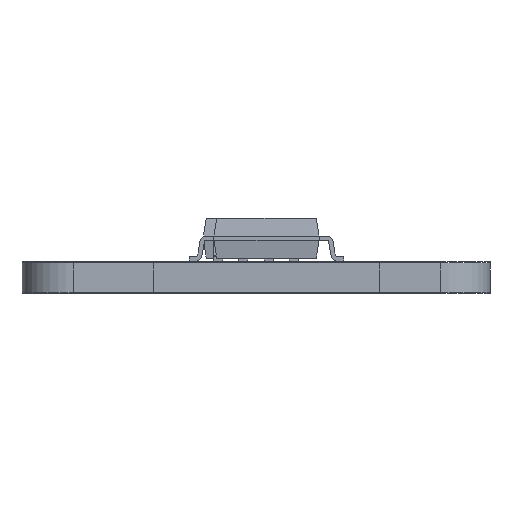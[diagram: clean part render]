
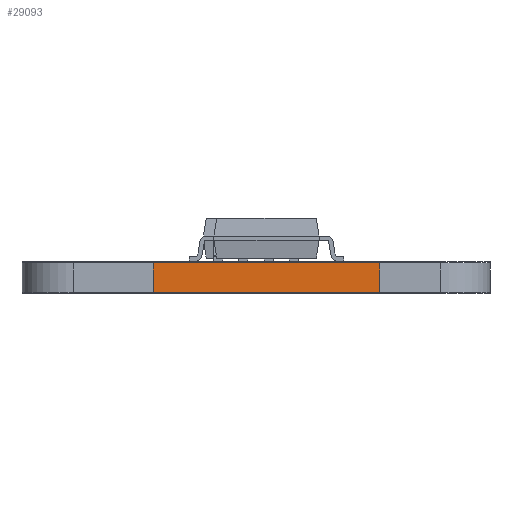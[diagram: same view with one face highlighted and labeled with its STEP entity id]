
A CAD part, left-side view. The second image highlights one B-rep face of the part: STEP entity #29093.
In plain terms, the highlighted planar face has unit normal (-1, 0, 0).
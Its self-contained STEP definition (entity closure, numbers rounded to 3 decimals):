
#29037 = VERTEX_POINT('',#29038);
#29038 = CARTESIAN_POINT('',(-45.025,-6.245,1.51));
#29044 = EDGE_CURVE('',#29045,#29037,#29047,.T.);
#29045 = VERTEX_POINT('',#29046);
#29046 = CARTESIAN_POINT('',(-45.025,-6.245,0.));
#29047 = LINE('',#29048,#29049);
#29048 = CARTESIAN_POINT('',(-45.025,-6.245,0.));
#29049 = VECTOR('',#29050,1.);
#29050 = DIRECTION('',(0.,0.,1.));
#29093 = ADVANCED_FACE('',(#29094),#29119,.T.);
#29094 = FACE_BOUND('',#29095,.T.);
#29095 = EDGE_LOOP('',(#29096,#29097,#29105,#29113));
#29096 = ORIENTED_EDGE('',*,*,#29044,.T.);
#29097 = ORIENTED_EDGE('',*,*,#29098,.T.);
#29098 = EDGE_CURVE('',#29037,#29099,#29101,.T.);
#29099 = VERTEX_POINT('',#29100);
#29100 = CARTESIAN_POINT('',(-45.025,5.185,1.51));
#29101 = LINE('',#29102,#29103);
#29102 = CARTESIAN_POINT('',(-45.025,-6.245,1.51));
#29103 = VECTOR('',#29104,1.);
#29104 = DIRECTION('',(0.,1.,0.));
#29105 = ORIENTED_EDGE('',*,*,#29106,.F.);
#29106 = EDGE_CURVE('',#29107,#29099,#29109,.T.);
#29107 = VERTEX_POINT('',#29108);
#29108 = CARTESIAN_POINT('',(-45.025,5.185,0.));
#29109 = LINE('',#29110,#29111);
#29110 = CARTESIAN_POINT('',(-45.025,5.185,0.));
#29111 = VECTOR('',#29112,1.);
#29112 = DIRECTION('',(0.,0.,1.));
#29113 = ORIENTED_EDGE('',*,*,#29114,.F.);
#29114 = EDGE_CURVE('',#29045,#29107,#29115,.T.);
#29115 = LINE('',#29116,#29117);
#29116 = CARTESIAN_POINT('',(-45.025,-6.245,0.));
#29117 = VECTOR('',#29118,1.);
#29118 = DIRECTION('',(0.,1.,0.));
#29119 = PLANE('',#29120);
#29120 = AXIS2_PLACEMENT_3D('',#29121,#29122,#29123);
#29121 = CARTESIAN_POINT('',(-45.025,-6.245,0.));
#29122 = DIRECTION('',(-1.,0.,0.));
#29123 = DIRECTION('',(0.,1.,0.));
